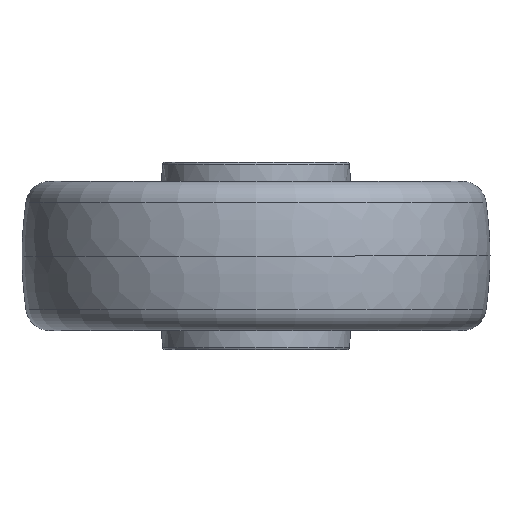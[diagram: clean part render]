
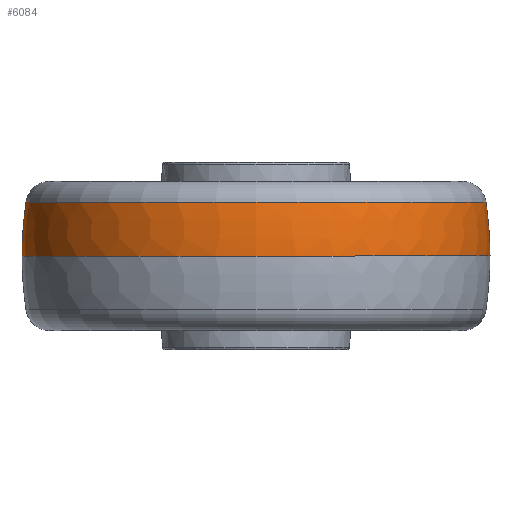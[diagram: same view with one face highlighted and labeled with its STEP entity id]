
A CAD part, front view. The second image highlights one B-rep face of the part: STEP entity #6084.
In plain terms, the highlighted toroidal (fillet/blend) face has major radius 37.5 mm and minor radius 100 mm.
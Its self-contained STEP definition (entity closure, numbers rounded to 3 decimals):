
#158 = AXIS2_PLACEMENT_3D ( 'NONE', #3589, #172, #4605 ) ;
#172 = DIRECTION ( 'NONE',  ( 0., 0., -1. ) ) ;
#473 = TOROIDAL_SURFACE ( 'NONE', #158, -37.5, 100. ) ;
#560 = VERTEX_POINT ( 'NONE', #5279 ) ;
#846 = CARTESIAN_POINT ( 'NONE',  ( -62.5, 0., 0. ) ) ;
#980 = CARTESIAN_POINT ( 'NONE',  ( -61.456, 0., 14.359 ) ) ;
#1086 = DIRECTION ( 'NONE',  ( 0., 0., 1. ) ) ;
#1172 = CIRCLE ( 'NONE', #1270, 61.456 ) ;
#1270 = AXIS2_PLACEMENT_3D ( 'NONE', #1606, #7128, #4316 ) ;
#1575 = CARTESIAN_POINT ( 'NONE',  ( -37.5, 0., -0.056 ) ) ;
#1606 = CARTESIAN_POINT ( 'NONE',  ( 0., 0., 14.359 ) ) ;
#2275 = EDGE_CURVE ( 'NONE', #4195, #560, #1172, .T. ) ;
#2383 = ORIENTED_EDGE ( 'NONE', *, *, #2490, .T. ) ;
#2490 = EDGE_CURVE ( 'NONE', #4195, #4913, #2583, .T. ) ;
#2504 = EDGE_LOOP ( 'NONE', ( #3984, #2383, #5374, #4079 ) ) ;
#2556 = CIRCLE ( 'NONE', #6567, 62.5 ) ;
#2583 = CIRCLE ( 'NONE', #3149, 100. ) ;
#3114 = VERTEX_POINT ( 'NONE', #6971 ) ;
#3133 = CARTESIAN_POINT ( 'NONE',  ( 0., 0., 0. ) ) ;
#3149 = AXIS2_PLACEMENT_3D ( 'NONE', #6775, #3440, #6206 ) ;
#3250 = DIRECTION ( 'NONE',  ( 0., 1., 0. ) ) ;
#3440 = DIRECTION ( 'NONE',  ( 0., -1., 0. ) ) ;
#3589 = CARTESIAN_POINT ( 'NONE',  ( 0., 0., -0.056 ) ) ;
#3713 = DIRECTION ( 'NONE',  ( 1., 0., 0. ) ) ;
#3865 = EDGE_CURVE ( 'NONE', #560, #3114, #4576, .T. ) ;
#3984 = ORIENTED_EDGE ( 'NONE', *, *, #2275, .F. ) ;
#4079 = ORIENTED_EDGE ( 'NONE', *, *, #3865, .F. ) ;
#4195 = VERTEX_POINT ( 'NONE', #980 ) ;
#4316 = DIRECTION ( 'NONE',  ( 1., 0., 0. ) ) ;
#4318 = DIRECTION ( 'NONE',  ( 0., 0., 1. ) ) ;
#4396 = AXIS2_PLACEMENT_3D ( 'NONE', #1575, #3250, #1086 ) ;
#4576 = CIRCLE ( 'NONE', #4396, 100. ) ;
#4605 = DIRECTION ( 'NONE',  ( 1., 0., 0. ) ) ;
#4783 = EDGE_CURVE ( 'NONE', #4913, #3114, #2556, .T. ) ;
#4913 = VERTEX_POINT ( 'NONE', #846 ) ;
#5279 = CARTESIAN_POINT ( 'NONE',  ( 61.456, 0., 14.359 ) ) ;
#5374 = ORIENTED_EDGE ( 'NONE', *, *, #4783, .T. ) ;
#6084 = ADVANCED_FACE ( 'NONE', ( #6183 ), #473, .T. ) ;
#6183 = FACE_OUTER_BOUND ( 'NONE', #2504, .T. ) ;
#6206 = DIRECTION ( 'NONE',  ( 1., 0., 0. ) ) ;
#6567 = AXIS2_PLACEMENT_3D ( 'NONE', #3133, #4318, #3713 ) ;
#6775 = CARTESIAN_POINT ( 'NONE',  ( 37.5, 0., -0.056 ) ) ;
#6971 = CARTESIAN_POINT ( 'NONE',  ( 62.5, 0., 0. ) ) ;
#7128 = DIRECTION ( 'NONE',  ( 0., 0., 1. ) ) ;
